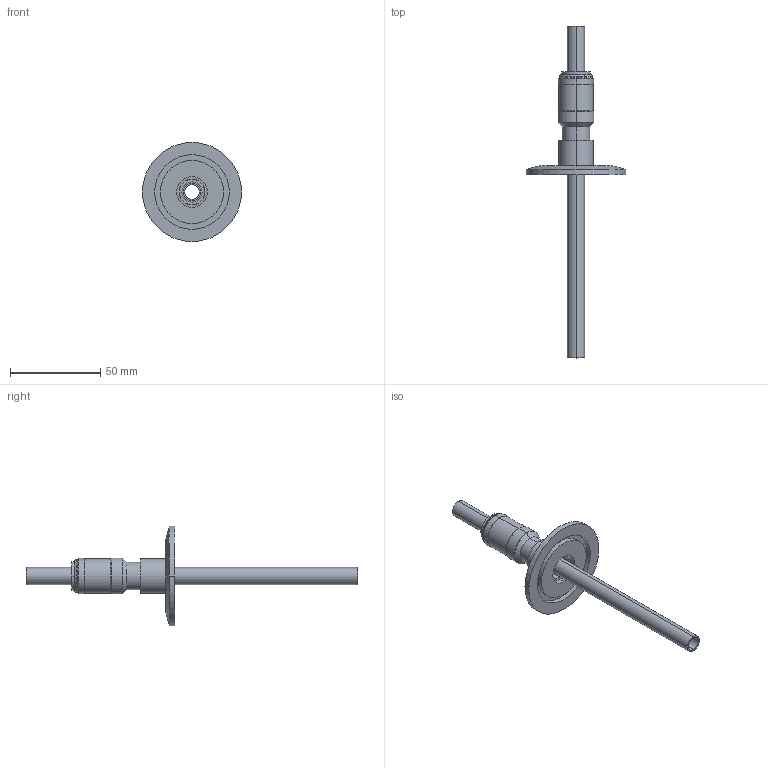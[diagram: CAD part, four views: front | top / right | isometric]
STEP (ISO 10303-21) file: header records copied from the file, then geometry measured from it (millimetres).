
FILE_DESCRIPTION (( 'STEP AP203' ), '1' );
FILE_NAME ('A0220-1-QF.STEP', '2013-06-03T12:52:29', ( '' ), ( '' ), 'SwSTEP 2.0', 'SolidWorks 2012', '' );
FILE_SCHEMA (( 'CONFIG_CONTROL_DESIGN' ));
Length unit declared in the file: inch
Products named in the file (1): A0220-1-QF
Bounding box: 54.99 x 184.15 x 54.99 mm (x, y, z)
Volume: 20028.6 mm3; surface area: 21953.1 mm2
Topology: 1 solids, 1 shells, 82 faces, 182 edges, 118 vertices
Faces by surface type: cylinder 44, plane 18, cone 16, bspline 4
Entity records: 2799 total; most frequent: CARTESIAN_POINT 799, DIRECTION 454, ORIENTED_EDGE 364, AXIS2_PLACEMENT_3D 197, EDGE_CURVE 182, CIRCLE 118, VERTEX_POINT 118, EDGE_LOOP 100
